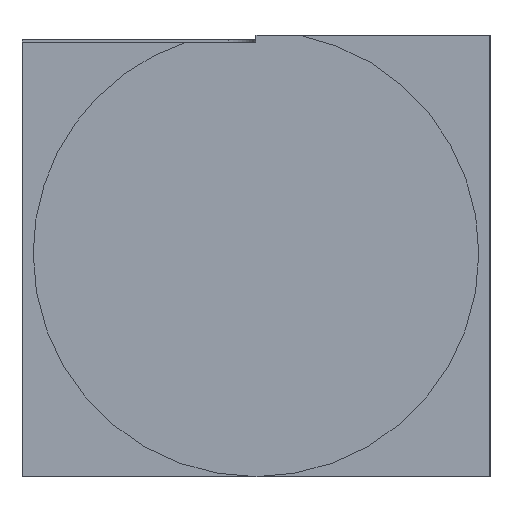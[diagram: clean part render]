
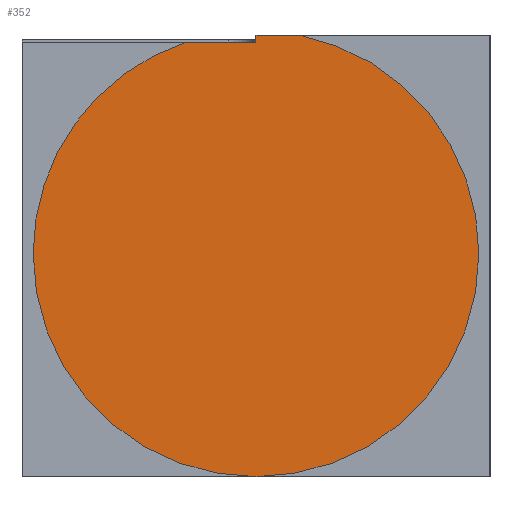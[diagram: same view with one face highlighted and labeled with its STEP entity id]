
A CAD part, left-side view. The second image highlights one B-rep face of the part: STEP entity #352.
In plain terms, the highlighted planar face has unit normal (-1, 0, 0).
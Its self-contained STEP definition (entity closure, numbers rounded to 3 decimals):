
#163=CARTESIAN_POINT('Vertex',(-27.209,-25.4,0.)) ;
#166=CARTESIAN_POINT('Axis2P3D Location',(-27.209,0.,0.)) ;
#170=CARTESIAN_POINT('Vertex',(-27.209,25.4,0.)) ;
#193=CARTESIAN_POINT('Axis2P3D Location',(-27.209,0.,0.)) ;
#197=CARTESIAN_POINT('Vertex',(-27.209,-5.055,24.892)) ;
#249=CARTESIAN_POINT('Axis2P3D Location',(-27.209,0.,0.)) ;
#253=CARTESIAN_POINT('Vertex',(-27.209,7.931,24.13)) ;
#320=CARTESIAN_POINT('Axis2P3D Location',(-27.209,-26.67,0.)) ;
#325=CARTESIAN_POINT('Line Origine',(-27.209,-2.527,24.892)) ;
#329=CARTESIAN_POINT('Vertex',(-27.209,0.,24.892)) ;
#332=CARTESIAN_POINT('Line Origine',(-27.209,0.,24.511)) ;
#336=CARTESIAN_POINT('Vertex',(-27.209,0.,24.13)) ;
#339=CARTESIAN_POINT('Line Origine',(-27.209,3.966,24.13)) ;
#167=DIRECTION('Axis2P3D Direction',(-1.,-0.,0.)) ;
#194=DIRECTION('Axis2P3D Direction',(-1.,-0.,0.)) ;
#250=DIRECTION('Axis2P3D Direction',(-1.,-0.,0.)) ;
#321=DIRECTION('Axis2P3D Direction',(1.,0.,0.)) ;
#322=DIRECTION('Axis2P3D XDirection',(0.,1.,0.)) ;
#326=DIRECTION('Vector Direction',(0.,-1.,0.)) ;
#333=DIRECTION('Vector Direction',(0.,0.,1.)) ;
#340=DIRECTION('Vector Direction',(0.,1.,0.)) ;
#168=AXIS2_PLACEMENT_3D('Circle Axis2P3D',#166,#167,$) ;
#195=AXIS2_PLACEMENT_3D('Circle Axis2P3D',#193,#194,$) ;
#251=AXIS2_PLACEMENT_3D('Circle Axis2P3D',#249,#250,$) ;
#323=AXIS2_PLACEMENT_3D('Plane Axis2P3D',#320,#321,#322) ;
#345=ORIENTED_EDGE('',*,*,#255,.T.) ;
#346=ORIENTED_EDGE('',*,*,#172,.T.) ;
#347=ORIENTED_EDGE('',*,*,#199,.T.) ;
#348=ORIENTED_EDGE('',*,*,#331,.F.) ;
#349=ORIENTED_EDGE('',*,*,#338,.F.) ;
#350=ORIENTED_EDGE('',*,*,#343,.T.) ;
#327=VECTOR('Line Direction',#326,1.) ;
#334=VECTOR('Line Direction',#333,1.) ;
#341=VECTOR('Line Direction',#340,1.) ;
#352=ADVANCED_FACE('PartBody',(#351),#324,.F.) ;
#169=CIRCLE('generated circle',#168,25.4) ;
#196=CIRCLE('generated circle',#195,25.4) ;
#252=CIRCLE('generated circle',#251,25.4) ;
#172=EDGE_CURVE('',#171,#164,#169,.T.) ;
#199=EDGE_CURVE('',#164,#198,#196,.T.) ;
#255=EDGE_CURVE('',#254,#171,#252,.T.) ;
#331=EDGE_CURVE('',#330,#198,#328,.T.) ;
#338=EDGE_CURVE('',#337,#330,#335,.T.) ;
#343=EDGE_CURVE('',#337,#254,#342,.T.) ;
#344=EDGE_LOOP('',(#345,#346,#347,#348,#349,#350)) ;
#351=FACE_OUTER_BOUND('',#344,.T.) ;
#328=LINE('Line',#325,#327) ;
#335=LINE('Line',#332,#334) ;
#342=LINE('Line',#339,#341) ;
#324=PLANE('Plane',#323) ;
#164=VERTEX_POINT('',#163) ;
#171=VERTEX_POINT('',#170) ;
#198=VERTEX_POINT('',#197) ;
#254=VERTEX_POINT('',#253) ;
#330=VERTEX_POINT('',#329) ;
#337=VERTEX_POINT('',#336) ;
